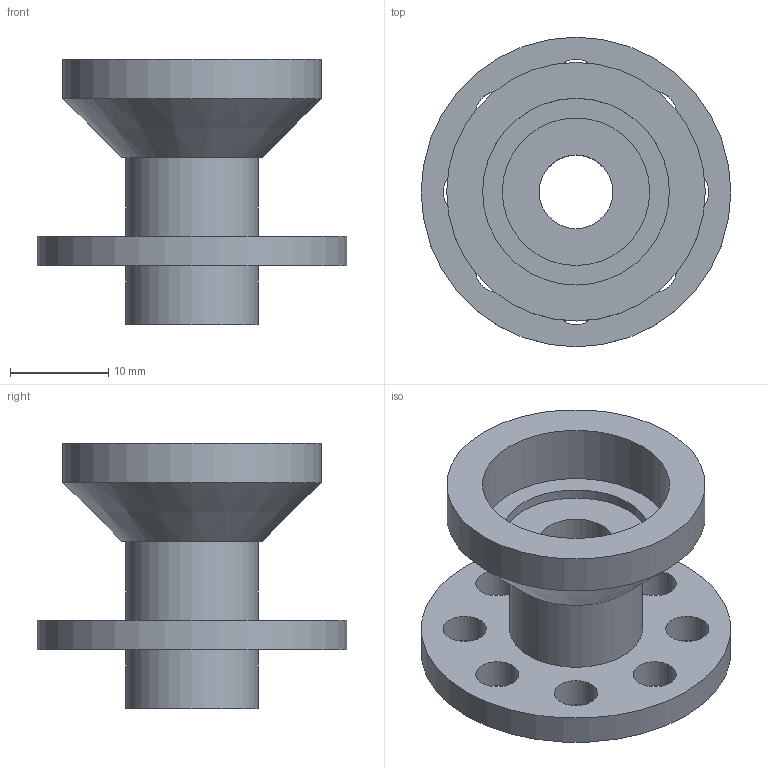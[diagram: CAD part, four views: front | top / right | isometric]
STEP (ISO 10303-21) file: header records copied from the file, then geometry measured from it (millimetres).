
FILE_DESCRIPTION(/* description */ (''),/* implementation_level */ '2;1');
FILE_NAME(/* name */ '',/* time_stamp */ '2025-10-11T16:25:21+03:00',/* author */ ('Phantom'),/* organization */ (''),/* preprocessor_version */ 'ST-DEVELOPER v20',/* originating_system */ 'Autodesk Inventor 2025',/* authorisation */ '');
FILE_SCHEMA (('AUTOMOTIVE_DESIGN { 1 0 10303 214 3 1 1 }'));
Length unit declared in the file: millimetre
Products named in the file (1): втулка для подш 
2 часть
Bounding box: 31.5 x 31.5 x 27 mm (x, y, z)
Volume: 5386.8 mm3; surface area: 4614.9 mm2
Topology: 1 solids, 1 shells, 23 faces, 49 edges, 34 vertices
Faces by surface type: cylinder 15, plane 7, cone 1
Full cylindrical faces by diameter (mm): 4.4 x8, 7.5 x1, 13.5 x2, 15 x1, 19 x1, 26.3 x1, 31.499 x1
Entity records: 735 total; most frequent: DIRECTION 130, CARTESIAN_POINT 105, ORIENTED_EDGE 94, AXIS2_PLACEMENT_3D 57, EDGE_CURVE 47, EDGE_LOOP 46, CIRCLE 33, VERTEX_POINT 31
